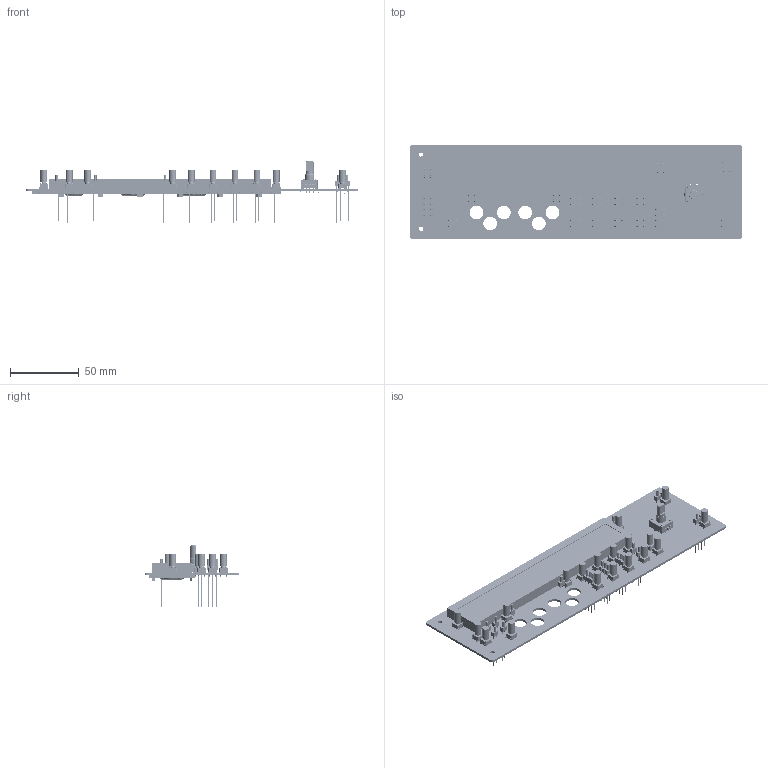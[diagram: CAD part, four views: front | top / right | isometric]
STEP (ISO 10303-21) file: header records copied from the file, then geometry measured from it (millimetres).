
FILE_DESCRIPTION(('Open CASCADE Model'),'2;1');
FILE_NAME('Open CASCADE Shape Model','2025-08-28T12:56:05',('Author'),( 'Open CASCADE'),'Open CASCADE STEP processor 7.5','Open CASCADE 7.5' ,'Unknown');
FILE_SCHEMA(('AUTOMOTIVE_DESIGN { 1 0 10303 214 1 1 1 1 }'));
Length unit declared in the file: millimetre
Products named in the file (211): PCB; Board; Open CASCADE STEP translator 7.5 6.1.1; Designator9_2_4; TL1105SPF; 6905357712; Cylinder; Designator9_2_2_1_1; 6905357472; Designator6_2_2_1_1; XLxx13_RGB65535; Designator6_2_2_2_1; Designator6_2_2_2; Designator6_2_2_1; Designator9_2_2_1; 6905356832; Designator9_2_3; Designator9_2_2; 6905354432; Designator11; pec12r-4x20f-sxxxx; Designator6_2_2; Designator6_2_1_1_2_1; Designator9_2_1_1_1_1; Designator9_2_1_1_1; Designator6_2_1_1_2; Designator10_2_1_3; Designator7_2_1_1_1; Designator6_2_1_1_1; Designator10_2_1_2; Designator6_2_1_1; Designator7_2_1_1; Designator9_2_1_1; Designator10_2_1_1; Designator10_2_1; Designator9_2_1; Designator8_2_1; Designator6_2_1; Designator6_2; Designator7_2 ...
Assembly tree (264 placements, depth 4):
  PCB
    Board
      Open CASCADE STEP translator 7.5 6.1.1
    Designator9_2_4
      TL1105SPF
      6905357712
        Cylinder
    Designator9_2_2_1_1
      TL1105SPF
      6905357472
        Cylinder
    Designator6_2_2_1_1
      XLxx13_RGB65535
    Designator6_2_2_2_1
      XLxx13_RGB65535
    Designator6_2_2_2
      XLxx13_RGB65535
    Designator6_2_2_1
      XLxx13_RGB65535
    Designator9_2_2_1
      TL1105SPF
      6905356832
        Cylinder
    Designator9_2_3
      TL1105SPF
      6905357712
        Cylinder
    Designator9_2_2
      TL1105SPF
      6905354432
        Cylinder
    Designator11
      pec12r-4x20f-sxxxx
    Designator6_2_2
      XLxx13_RGB65535
    Designator6_2_1_1_2_1
      XLxx13_RGB65535
    Designator9_2_1_1_1_1
      TL1105SPF
      6905357712
        Cylinder
    Designator9_2_1_1_1
      TL1105SPF
      6905356832
        Cylinder
    Designator6_2_1_1_2
      XLxx13_RGB65535
    Designator10_2_1_3
      TL1105SPF
      6905356832
        Cylinder
    Designator7_2_1_1_1
      XLxx13_RGB65535
    Designator6_2_1_1_1
      XLxx13_RGB65535
    Designator10_2_1_2
      TL1105SPF
      6905356832
        Cylinder
    Designator6_2_1_1
Bounding box: 242.25 x 69.25 x 44.96 mm (x, y, z)
Volume: 29022 mm3; surface area: 58987.7 mm2
Topology: 62 solids, 234 shells, 10039 faces, 28096 edges, 19048 vertices
Faces by surface type: plane 6581, bspline 1643, cylinder 1589, sphere 114, cone 49, revolution 44, torus 19
Full cylindrical faces by diameter (mm): 0.75 x76, 1 x144, 2.6 x2, 3.2 x2, 3.5 x19, 5 x38, 10 x6
Entity records: 51590 total; most frequent: CARTESIAN_POINT 14428, ORIENTED_EDGE 6340, DIRECTION 5644, EDGE_CURVE 4034, VERTEX_POINT 3250, LINE 2258, VECTOR 2258, AXIS2_PLACEMENT_3D 1671
